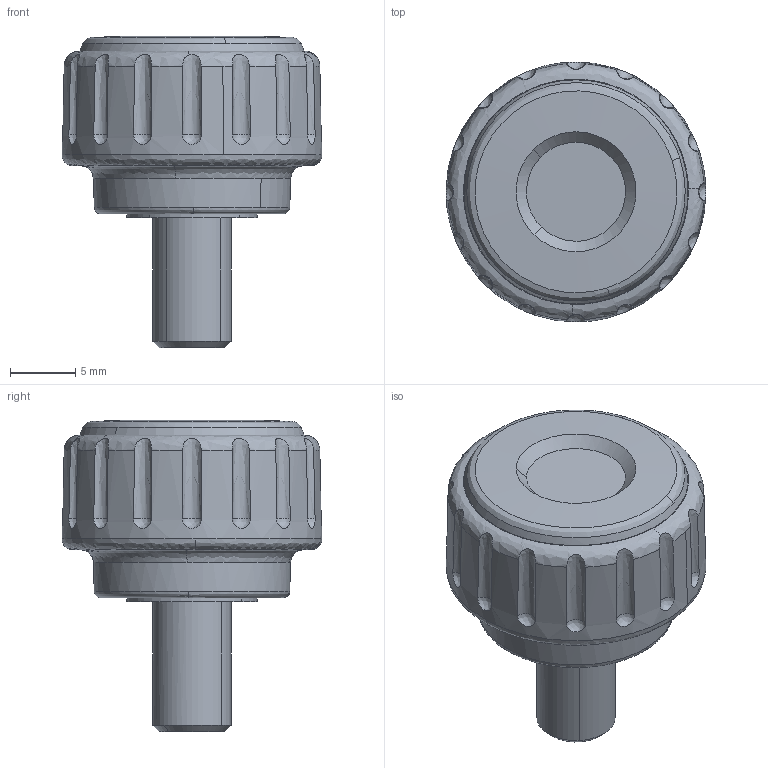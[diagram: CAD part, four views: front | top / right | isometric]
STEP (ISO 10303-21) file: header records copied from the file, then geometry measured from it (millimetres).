
FILE_DESCRIPTION((''),'2;1');
FILE_NAME('','2006-02-22T16:22:47',(''),(''),'','CADfix','');
FILE_SCHEMA(('AUTOMOTIVE_DESIGN'));
Length unit declared in the file: millimetre
Products named in the file (3): screw; knob; KDMS_20_M6_10_WH_23651_36
Assembly tree (2 placements, depth 2):
  KDMS_20_M6_10_WH_23651_36
    screw
    knob
Bounding box: 19.97 x 19.96 x 23.95 mm (x, y, z)
Volume: 3819.1 mm3; surface area: 1868.3 mm2
Topology: 2 solids, 2 shells, 70 faces, 251 edges, 191 vertices
Faces by surface type: bspline 70
Entity records: 5821 total; most frequent: CARTESIAN_POINT 4318, ORIENTED_EDGE 502, EDGE_CURVE 251, B_SPLINE_CURVE_WITH_KNOTS 196, VERTEX_POINT 191, EDGE_LOOP 76, FACE_OUTER_BOUND 70, ADVANCED_FACE 70
